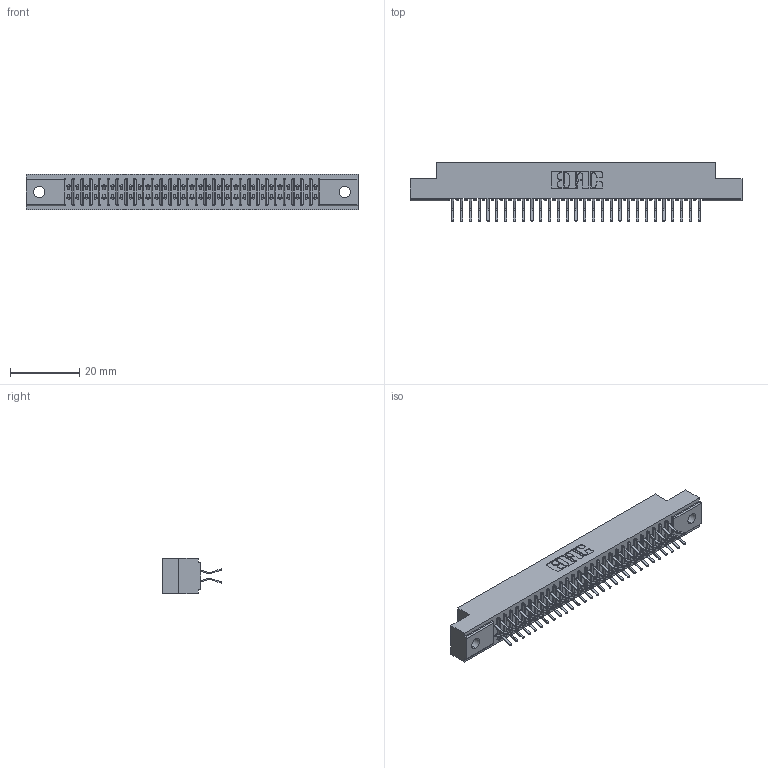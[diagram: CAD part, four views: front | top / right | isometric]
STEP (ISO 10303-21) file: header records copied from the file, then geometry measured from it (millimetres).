
FILE_DESCRIPTION (( 'STEP AP203' ), '1' );
FILE_NAME ('391-058-556-202.STEP', '2018-08-09T12:01:59', ( '' ), ( '' ), 'SwSTEP 2.0', 'SolidWorks 2016', '' );
FILE_SCHEMA (( 'CONFIG_CONTROL_DESIGN' ));
Length unit declared in the file: inch
Products named in the file (3): 341 Part_.128 (3.25) Dia Mounting Holes; 341-292-001_341-292-156; 391-058-556-202
Assembly tree (59 placements, depth 2):
  391-058-556-202
    341 Part_.128 (3.25) Dia Mounting Holes
    341-292-001_341-292-156  x58
Bounding box: 95.89 x 17.07 x 10.16 mm (x, y, z)
Volume: 7047.5 mm3; surface area: 11987.6 mm2
Topology: 59 solids, 59 shells, 4176 faces, 12119 edges, 7862 vertices
Faces by surface type: plane 2388, cylinder 1672, sphere 60, torus 56
Entity records: 36970 total; most frequent: CARTESIAN_POINT 6147, ORIENTED_EDGE 6106, DIRECTION 5979, EDGE_CURVE 3053, LINE 2447, VECTOR 2447, VERTEX_POINT 1934, AXIS2_PLACEMENT_3D 1766
